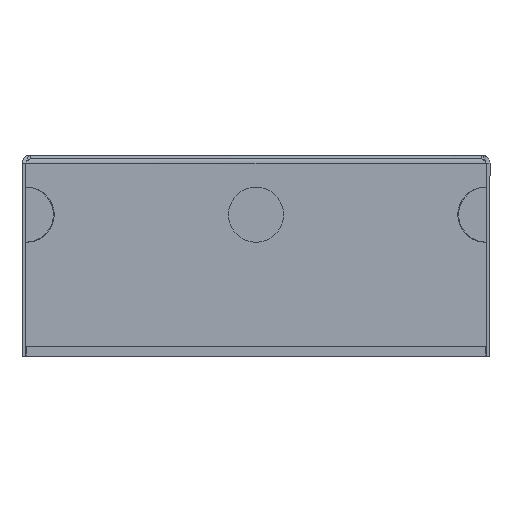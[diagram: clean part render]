
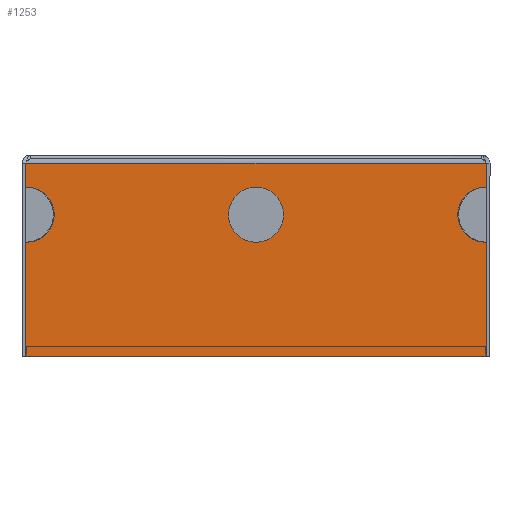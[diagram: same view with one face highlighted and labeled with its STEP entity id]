
A CAD part, front view. The second image highlights one B-rep face of the part: STEP entity #1253.
In plain terms, the highlighted planar face has unit normal (0, -1, 0).
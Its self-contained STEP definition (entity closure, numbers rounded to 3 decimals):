
#36=FACE_BOUND($,#193,.T.);
#37=FACE_BOUND($,#194,.T.);
#57=CIRCLE($,#1340,6.);
#59=CIRCLE($,#1345,6.);
#60=CIRCLE($,#1347,6.);
#61=CIRCLE($,#1348,6.);
#62=CIRCLE($,#1349,6.);
#63=CIRCLE($,#1350,6.);
#64=CIRCLE($,#1351,6.);
#193=EDGE_LOOP($,(#790));
#194=EDGE_LOOP($,(#791,#792,#793,#794,#795,#796,#797,#798,#799,#800,#801,
#802));
#287=LINE($,#1799,#399);
#295=LINE($,#1820,#407);
#297=LINE($,#1826,#409);
#302=LINE($,#1844,#414);
#303=LINE($,#1849,#415);
#304=LINE($,#1850,#416);
#399=VECTOR($,#1456,5.2);
#407=VECTOR($,#1472,25.);
#409=VECTOR($,#1476,25.);
#414=VECTOR($,#1495,100.329);
#415=VECTOR($,#1500,5.2);
#416=VECTOR($,#1501,100.329);
#511=VERTEX_POINT($,#1796);
#512=VERTEX_POINT($,#1798);
#515=VERTEX_POINT($,#1805);
#517=VERTEX_POINT($,#1809);
#519=VERTEX_POINT($,#1814);
#521=VERTEX_POINT($,#1818);
#523=VERTEX_POINT($,#1823);
#524=VERTEX_POINT($,#1825);
#527=VERTEX_POINT($,#1832);
#529=VERTEX_POINT($,#1836);
#530=VERTEX_POINT($,#1840);
#531=VERTEX_POINT($,#1846);
#532=VERTEX_POINT($,#1848);
#605=EDGE_CURVE($,#511,#512,#287,.T.);
#611=EDGE_CURVE($,#515,#517,#57,.T.);
#615=EDGE_CURVE($,#521,#519,#295,.T.);
#617=EDGE_CURVE($,#523,#524,#297,.T.);
#623=EDGE_CURVE($,#527,#529,#59,.T.);
#624=EDGE_CURVE($,#530,#530,#60,.T.);
#625=EDGE_CURVE($,#515,#511,#61,.T.);
#626=EDGE_CURVE($,#519,#517,#62,.T.);
#627=EDGE_CURVE($,#524,#521,#302,.T.);
#628=EDGE_CURVE($,#527,#523,#63,.T.);
#629=EDGE_CURVE($,#531,#529,#64,.T.);
#630=EDGE_CURVE($,#532,#531,#303,.T.);
#631=EDGE_CURVE($,#532,#512,#304,.T.);
#790=ORIENTED_EDGE($,*,*,#624,.F.);
#791=ORIENTED_EDGE($,*,*,#625,.F.);
#792=ORIENTED_EDGE($,*,*,#611,.T.);
#793=ORIENTED_EDGE($,*,*,#626,.F.);
#794=ORIENTED_EDGE($,*,*,#615,.F.);
#795=ORIENTED_EDGE($,*,*,#627,.F.);
#796=ORIENTED_EDGE($,*,*,#617,.F.);
#797=ORIENTED_EDGE($,*,*,#628,.F.);
#798=ORIENTED_EDGE($,*,*,#623,.T.);
#799=ORIENTED_EDGE($,*,*,#629,.F.);
#800=ORIENTED_EDGE($,*,*,#630,.F.);
#801=ORIENTED_EDGE($,*,*,#631,.T.);
#802=ORIENTED_EDGE($,*,*,#605,.F.);
#1105=PLANE($,#1346);
#1253=ADVANCED_FACE($,(#36,#37),#1105,.T.);
#1340=AXIS2_PLACEMENT_3D($,#1811,#1465,#1466);
#1345=AXIS2_PLACEMENT_3D($,#1838,#1485,#1486);
#1346=AXIS2_PLACEMENT_3D($,#1839,#1487,#1488);
#1347=AXIS2_PLACEMENT_3D($,#1841,#1489,#1490);
#1348=AXIS2_PLACEMENT_3D($,#1842,#1491,#1492);
#1349=AXIS2_PLACEMENT_3D($,#1843,#1493,#1494);
#1350=AXIS2_PLACEMENT_3D($,#1845,#1496,#1497);
#1351=AXIS2_PLACEMENT_3D($,#1847,#1498,#1499);
#1456=DIRECTION($,(0.,0.,1.));
#1465=DIRECTION('center_axis',(0.,1.,0.));
#1466=DIRECTION('ref_axis',(1.,0.,0.));
#1472=DIRECTION($,(0.,0.,1.));
#1476=DIRECTION($,(0.,0.,-1.));
#1485=DIRECTION('center_axis',(0.,1.,0.));
#1486=DIRECTION('ref_axis',(1.,0.,0.));
#1487=DIRECTION('center_axis',(0.,-1.,0.));
#1488=DIRECTION('ref_axis',(1.,0.,0.));
#1489=DIRECTION('center_axis',(0.,-1.,0.));
#1490=DIRECTION('ref_axis',(-1.,0.,0.));
#1491=DIRECTION('center_axis',(0.,-1.,0.));
#1492=DIRECTION('ref_axis',(0.,0.,
-1.));
#1493=DIRECTION('center_axis',(0.,-1.,0.));
#1494=DIRECTION('ref_axis',(0.,0.,
-1.));
#1495=DIRECTION($,(-1.,0.,0.));
#1496=DIRECTION('center_axis',(0.,-1.,0.));
#1497=DIRECTION('ref_axis',(0.,0.,
1.));
#1498=DIRECTION('center_axis',(0.,-1.,0.));
#1499=DIRECTION('ref_axis',(0.,0.,
1.));
#1500=DIRECTION($,(0.,0.,-1.));
#1501=DIRECTION($,(-1.,0.,0.));
#1796=CARTESIAN_POINT('',(-50.165,-374.5,36.8));
#1798=CARTESIAN_POINT('',(-50.165,-374.5,42.));
#1799=CARTESIAN_POINT($,(-50.165,-374.5,42.));
#1805=CARTESIAN_POINT('',(-50.082,-374.5,36.799));
#1809=CARTESIAN_POINT('',(-50.082,-374.5,24.801));
#1811=CARTESIAN_POINT('Origin',(-50.,-374.5,30.8));
#1814=CARTESIAN_POINT('',(-50.165,-374.5,24.8));
#1818=CARTESIAN_POINT('',(-50.165,-374.5,-0.2));
#1820=CARTESIAN_POINT($,(-50.165,-374.5,42.));
#1823=CARTESIAN_POINT('',(50.165,-374.5,24.8));
#1825=CARTESIAN_POINT('',(50.165,-374.5,-0.2));
#1826=CARTESIAN_POINT($,(50.165,-374.5,42.));
#1832=CARTESIAN_POINT('',(50.082,-374.5,24.801));
#1836=CARTESIAN_POINT('',(50.082,-374.5,36.799));
#1838=CARTESIAN_POINT('Origin',(50.,-374.5,30.8));
#1839=CARTESIAN_POINT('Origin',(0.,-374.5,21.608));
#1840=CARTESIAN_POINT('',(6.,-374.5,30.8));
#1841=CARTESIAN_POINT('Origin',(0.,-374.5,30.8));
#1842=CARTESIAN_POINT('Origin',(-50.165,-374.5,30.8));
#1843=CARTESIAN_POINT('Origin',(-50.165,-374.5,30.8));
#1844=CARTESIAN_POINT($,(50.165,-374.5,-0.2));
#1845=CARTESIAN_POINT('Origin',(50.165,-374.5,30.8));
#1846=CARTESIAN_POINT('',(50.165,-374.5,36.8));
#1847=CARTESIAN_POINT('Origin',(50.165,-374.5,30.8));
#1848=CARTESIAN_POINT('',(50.165,-374.5,42.));
#1849=CARTESIAN_POINT($,(50.165,-374.5,42.));
#1850=CARTESIAN_POINT($,(0.,-374.5,42.));
